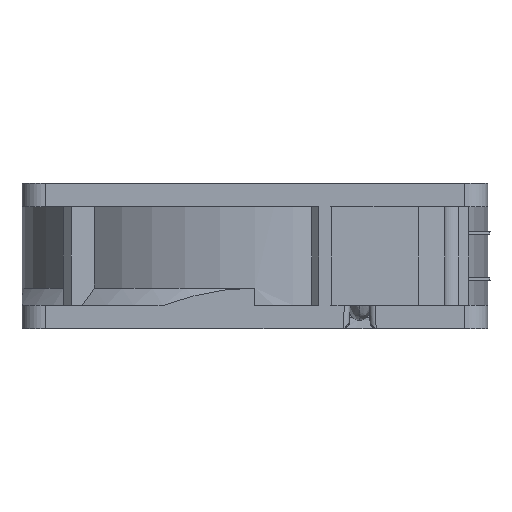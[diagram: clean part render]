
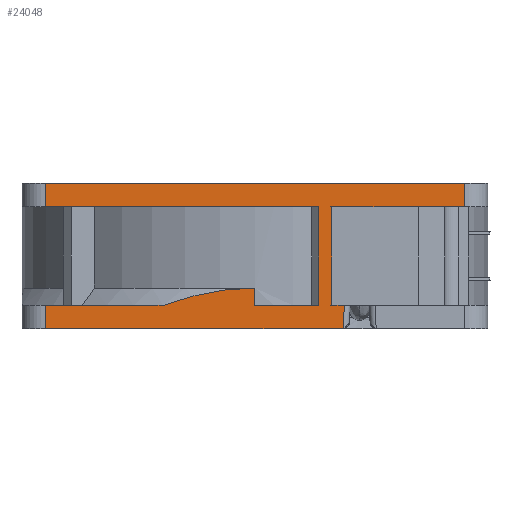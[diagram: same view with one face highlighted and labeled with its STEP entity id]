
A CAD part, front view. The second image highlights one B-rep face of the part: STEP entity #24048.
In plain terms, the highlighted planar face has unit normal (0, -1, 0).
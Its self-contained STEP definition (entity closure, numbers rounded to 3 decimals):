
#192 = CARTESIAN_POINT ( 'NONE',  ( -36., -40., -0.5 ) ) ;
#250 = LINE ( 'NONE', #7504, #8380 ) ;
#268 = ORIENTED_EDGE ( 'NONE', *, *, #11009, .T. ) ;
#589 = DIRECTION ( 'NONE',  ( 1., 0., 0. ) ) ;
#783 = ORIENTED_EDGE ( 'NONE', *, *, #22935, .T. ) ;
#1527 = VERTEX_POINT ( 'NONE', #27900 ) ;
#1557 = ORIENTED_EDGE ( 'NONE', *, *, #19343, .T. ) ;
#1885 = ORIENTED_EDGE ( 'NONE', *, *, #6797, .T. ) ;
#2197 = CARTESIAN_POINT ( 'NONE',  ( -36., -40., -17.5 ) ) ;
#2321 = CARTESIAN_POINT ( 'NONE',  ( 36., -40., 3.5 ) ) ;
#2441 = ORIENTED_EDGE ( 'NONE', *, *, #22390, .T. ) ;
#2944 = B_SPLINE_CURVE_WITH_KNOTS ( 'NONE', 3,
 ( #5291, #14092, #7656, #16375 ),
 .UNSPECIFIED., .F., .F.,
 ( 4, 4 ),
 ( 0., 1. ),
 .UNSPECIFIED. ) ;
#3136 = LINE ( 'NONE', #20263, #27314 ) ;
#3483 = DIRECTION ( 'NONE',  ( 0., 0., -1. ) ) ;
#4213 = EDGE_CURVE ( 'NONE', #9710, #14706, #15602, .T. ) ;
#4361 = VERTEX_POINT ( 'NONE', #9703 ) ;
#4611 = CARTESIAN_POINT ( 'NONE',  ( 0., -40., -14.5 ) ) ;
#4768 = EDGE_LOOP ( 'NONE', ( #8195, #268, #1557, #26915, #12900, #783, #22520, #13205, #21765, #26581, #1885, #24665, #17007, #19476, #2441, #11042 ) ) ;
#5006 = CARTESIAN_POINT ( 'NONE',  ( 36., -40., 3.5 ) ) ;
#5172 = EDGE_CURVE ( 'NONE', #14706, #25461, #2944, .T. ) ;
#5191 = VERTEX_POINT ( 'NONE', #23319 ) ;
#5243 = LINE ( 'NONE', #192, #27328 ) ;
#5291 = CARTESIAN_POINT ( 'NONE',  ( 0., -40., -17.5 ) ) ;
#5896 = VECTOR ( 'NONE', #23632, 1000. ) ;
#6031 = LINE ( 'NONE', #17354, #15494 ) ;
#6623 = VECTOR ( 'NONE', #11289, 1000. ) ;
#6797 = EDGE_CURVE ( 'NONE', #5191, #21346, #23943, .T. ) ;
#6878 = CARTESIAN_POINT ( 'NONE',  ( -2.725, -40., -14.5 ) ) ;
#7052 = VERTEX_POINT ( 'NONE', #15809 ) ;
#7140 = DIRECTION ( 'NONE',  ( 0., 0., -1. ) ) ;
#7504 = CARTESIAN_POINT ( 'NONE',  ( 13.2, -40., 3.5 ) ) ;
#7656 = CARTESIAN_POINT ( 'NONE',  ( 0., -40., -15.5 ) ) ;
#8056 = DIRECTION ( 'NONE',  ( 0.044, 0., 0.999 ) ) ;
#8079 = EDGE_CURVE ( 'NONE', #28080, #1527, #6031, .T. ) ;
#8195 = ORIENTED_EDGE ( 'NONE', *, *, #20185, .T. ) ;
#8380 = VECTOR ( 'NONE', #22978, 1000. ) ;
#8408 = VECTOR ( 'NONE', #22211, 1000. ) ;
#8462 = LINE ( 'NONE', #11218, #16154 ) ;
#8869 = VERTEX_POINT ( 'NONE', #5006 ) ;
#8999 = CARTESIAN_POINT ( 'NONE',  ( 15.349, -40., -17.5 ) ) ;
#9104 = AXIS2_PLACEMENT_3D ( 'NONE', #27228, #16072, #25265 ) ;
#9148 = CARTESIAN_POINT ( 'NONE',  ( -5.397, -40., -14.78 ) ) ;
#9439 = EDGE_CURVE ( 'NONE', #25461, #21292, #9842, .T. ) ;
#9703 = CARTESIAN_POINT ( 'NONE',  ( 11., -40., -0.5 ) ) ;
#9710 = VERTEX_POINT ( 'NONE', #11351 ) ;
#9842 = B_SPLINE_CURVE_WITH_KNOTS ( 'NONE', 3,
 ( #4611, #6878, #9148, #20388, #22654, #24897 ),
 .UNSPECIFIED., .F., .F.,
 ( 4, 2, 4 ),
 ( 0., 0.008, 0.016 ),
 .UNSPECIFIED. ) ;
#10715 = VECTOR ( 'NONE', #28132, 1000. ) ;
#10785 = CARTESIAN_POINT ( 'NONE',  ( 15.174, -40., -21.5 ) ) ;
#11009 = EDGE_CURVE ( 'NONE', #8869, #7052, #3136, .T. ) ;
#11042 = ORIENTED_EDGE ( 'NONE', *, *, #8079, .F. ) ;
#11218 = CARTESIAN_POINT ( 'NONE',  ( -36., -40., 3.5 ) ) ;
#11269 = VERTEX_POINT ( 'NONE', #25845 ) ;
#11289 = DIRECTION ( 'NONE',  ( 1., 0., 0. ) ) ;
#11351 = CARTESIAN_POINT ( 'NONE',  ( 11., -40., -17.5 ) ) ;
#11613 = DIRECTION ( 'NONE',  ( -1., 0., 0. ) ) ;
#11916 = CARTESIAN_POINT ( 'NONE',  ( 0., -40., -14.5 ) ) ;
#12320 = CARTESIAN_POINT ( 'NONE',  ( 0., -40., -17.5 ) ) ;
#12475 = LINE ( 'NONE', #2197, #22975 ) ;
#12900 = ORIENTED_EDGE ( 'NONE', *, *, #22851, .T. ) ;
#13205 = ORIENTED_EDGE ( 'NONE', *, *, #5172, .T. ) ;
#13495 = DIRECTION ( 'NONE',  ( -1., 0., 0. ) ) ;
#13579 = VECTOR ( 'NONE', #7140, 1000. ) ;
#13864 = EDGE_CURVE ( 'NONE', #19843, #24195, #26136, .T. ) ;
#14092 = CARTESIAN_POINT ( 'NONE',  ( 0., -40., -16.5 ) ) ;
#14119 = VERTEX_POINT ( 'NONE', #17966 ) ;
#14706 = VERTEX_POINT ( 'NONE', #12320 ) ;
#15058 = LINE ( 'NONE', #2321, #8408 ) ;
#15195 = CARTESIAN_POINT ( 'NONE',  ( -36., -40., -17.5 ) ) ;
#15494 = VECTOR ( 'NONE', #28617, 1000. ) ;
#15602 = LINE ( 'NONE', #27831, #10715 ) ;
#15613 = DIRECTION ( 'NONE',  ( 0., 0., -1. ) ) ;
#15744 = DIRECTION ( 'NONE',  ( 1., 0., 0. ) ) ;
#15809 = CARTESIAN_POINT ( 'NONE',  ( -36., -40., 3.5 ) ) ;
#16072 = DIRECTION ( 'NONE',  ( 0., -1., 0. ) ) ;
#16154 = VECTOR ( 'NONE', #15613, 1000. ) ;
#16224 = CARTESIAN_POINT ( 'NONE',  ( 13.2, -40., -17.5 ) ) ;
#16375 = CARTESIAN_POINT ( 'NONE',  ( 0., -40., -14.5 ) ) ;
#16453 = LINE ( 'NONE', #18212, #13579 ) ;
#17007 = ORIENTED_EDGE ( 'NONE', *, *, #13864, .T. ) ;
#17246 = CARTESIAN_POINT ( 'NONE',  ( 15.174, -40., -21.5 ) ) ;
#17354 = CARTESIAN_POINT ( 'NONE',  ( 40., -40., -0.5 ) ) ;
#17550 = CARTESIAN_POINT ( 'NONE',  ( -36., -40., -0.5 ) ) ;
#17966 = CARTESIAN_POINT ( 'NONE',  ( -36., -40., -0.5 ) ) ;
#18212 = CARTESIAN_POINT ( 'NONE',  ( 11., -40., 3.5 ) ) ;
#18534 = LINE ( 'NONE', #17550, #6623 ) ;
#18752 = VECTOR ( 'NONE', #8056, 1000. ) ;
#18930 = VECTOR ( 'NONE', #15744, 1000. ) ;
#19343 = EDGE_CURVE ( 'NONE', #7052, #14119, #8462, .T. ) ;
#19476 = ORIENTED_EDGE ( 'NONE', *, *, #27889, .T. ) ;
#19843 = VERTEX_POINT ( 'NONE', #10785 ) ;
#19941 = EDGE_CURVE ( 'NONE', #21346, #19843, #27707, .T. ) ;
#20185 = EDGE_CURVE ( 'NONE', #28080, #8869, #15058, .T. ) ;
#20263 = CARTESIAN_POINT ( 'NONE',  ( -36., -40., 3.5 ) ) ;
#20388 = CARTESIAN_POINT ( 'NONE',  ( -10.65, -40., -15.813 ) ) ;
#20751 = EDGE_CURVE ( 'NONE', #14119, #11269, #5243, .T. ) ;
#20975 = FACE_OUTER_BOUND ( 'NONE', #4768, .T. ) ;
#21292 = VERTEX_POINT ( 'NONE', #24757 ) ;
#21346 = VERTEX_POINT ( 'NONE', #27203 ) ;
#21660 = LINE ( 'NONE', #15195, #5896 ) ;
#21765 = ORIENTED_EDGE ( 'NONE', *, *, #9439, .T. ) ;
#22211 = DIRECTION ( 'NONE',  ( 0., 0., 1. ) ) ;
#22390 = EDGE_CURVE ( 'NONE', #25485, #1527, #250, .T. ) ;
#22520 = ORIENTED_EDGE ( 'NONE', *, *, #4213, .T. ) ;
#22654 = CARTESIAN_POINT ( 'NONE',  ( -13.232, -40., -16.565 ) ) ;
#22682 = EDGE_CURVE ( 'NONE', #21292, #5191, #21660, .T. ) ;
#22851 = EDGE_CURVE ( 'NONE', #11269, #4361, #18534, .T. ) ;
#22935 = EDGE_CURVE ( 'NONE', #4361, #9710, #16453, .T. ) ;
#22975 = VECTOR ( 'NONE', #11613, 1000. ) ;
#22978 = DIRECTION ( 'NONE',  ( 0., 0., 1. ) ) ;
#23319 = CARTESIAN_POINT ( 'NONE',  ( -36., -40., -17.5 ) ) ;
#23632 = DIRECTION ( 'NONE',  ( -1., 0., 0. ) ) ;
#23859 = CARTESIAN_POINT ( 'NONE',  ( -36., -40., 3.5 ) ) ;
#23943 = LINE ( 'NONE', #23859, #26056 ) ;
#24048 = ADVANCED_FACE ( 'NONE', ( #20975 ), #27124, .T. ) ;
#24195 = VERTEX_POINT ( 'NONE', #8999 ) ;
#24665 = ORIENTED_EDGE ( 'NONE', *, *, #19941, .T. ) ;
#24740 = CARTESIAN_POINT ( 'NONE',  ( -36., -40., -21.5 ) ) ;
#24757 = CARTESIAN_POINT ( 'NONE',  ( -15.78, -40., -17.5 ) ) ;
#24897 = CARTESIAN_POINT ( 'NONE',  ( -15.78, -40., -17.5 ) ) ;
#25265 = DIRECTION ( 'NONE',  ( 0., 0., -1. ) ) ;
#25461 = VERTEX_POINT ( 'NONE', #11916 ) ;
#25485 = VERTEX_POINT ( 'NONE', #16224 ) ;
#25845 = CARTESIAN_POINT ( 'NONE',  ( 0., -40., -0.5 ) ) ;
#26056 = VECTOR ( 'NONE', #3483, 1000. ) ;
#26136 = LINE ( 'NONE', #17246, #18752 ) ;
#26581 = ORIENTED_EDGE ( 'NONE', *, *, #22682, .T. ) ;
#26915 = ORIENTED_EDGE ( 'NONE', *, *, #20751, .T. ) ;
#27124 = PLANE ( 'NONE',  #9104 ) ;
#27203 = CARTESIAN_POINT ( 'NONE',  ( -36., -40., -21.5 ) ) ;
#27228 = CARTESIAN_POINT ( 'NONE',  ( -36., -40., 3.5 ) ) ;
#27314 = VECTOR ( 'NONE', #13495, 1000. ) ;
#27328 = VECTOR ( 'NONE', #589, 1000. ) ;
#27707 = LINE ( 'NONE', #24740, #18930 ) ;
#27831 = CARTESIAN_POINT ( 'NONE',  ( -36., -40., -17.5 ) ) ;
#27889 = EDGE_CURVE ( 'NONE', #24195, #25485, #12475, .T. ) ;
#27900 = CARTESIAN_POINT ( 'NONE',  ( 13.2, -40., -0.5 ) ) ;
#27970 = CARTESIAN_POINT ( 'NONE',  ( 36., -40., -0.5 ) ) ;
#28080 = VERTEX_POINT ( 'NONE', #27970 ) ;
#28132 = DIRECTION ( 'NONE',  ( -1., 0., 0. ) ) ;
#28617 = DIRECTION ( 'NONE',  ( -1., 0., 0. ) ) ;
